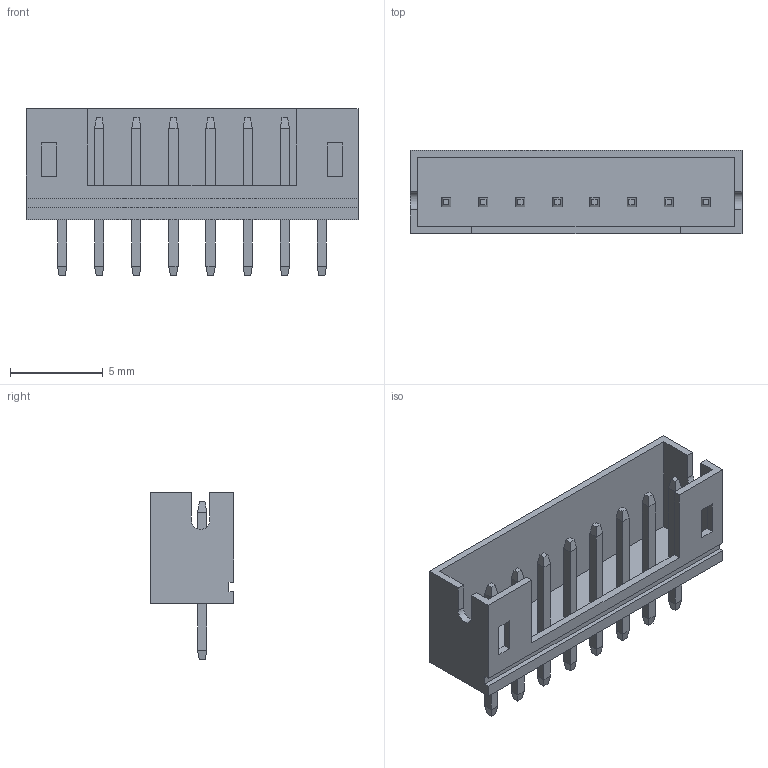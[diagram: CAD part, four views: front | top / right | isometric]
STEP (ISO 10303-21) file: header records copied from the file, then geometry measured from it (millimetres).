
FILE_DESCRIPTION(/* description */ (''),/* implementation_level */ '2;1');
FILE_NAME(/* name */ 'JST B8B-PH-K-S.step',/* time_stamp */ '2020-09-29T14:00:22-05:00',/* author */ (''),/* organization */ (''),/* preprocessor_version */ 'ST-DEVELOPER v18.1',/* originating_system */ 'Autodesk Translation Framework v9.3.0.1241',/* authorisation */ '');
FILE_SCHEMA (('AUTOMOTIVE_DESIGN { 1 0 10303 214 3 1 1 }'));
Length unit declared in the file: millimetre
Products named in the file (1): JST B8B-PH-K-S
Bounding box: 17.9 x 4.5 x 9 mm (x, y, z)
Volume: 120.8 mm3; surface area: 699.4 mm2
Topology: 1 solids, 1 shells, 178 faces, 416 edges, 256 vertices
Faces by surface type: plane 176, cylinder 2
Entity records: 5114 total; most frequent: CARTESIAN_POINT 851, ORIENTED_EDGE 832, DIRECTION 778, EDGE_CURVE 416, LINE 412, VECTOR 412, VERTEX_POINT 256, EDGE_LOOP 198
